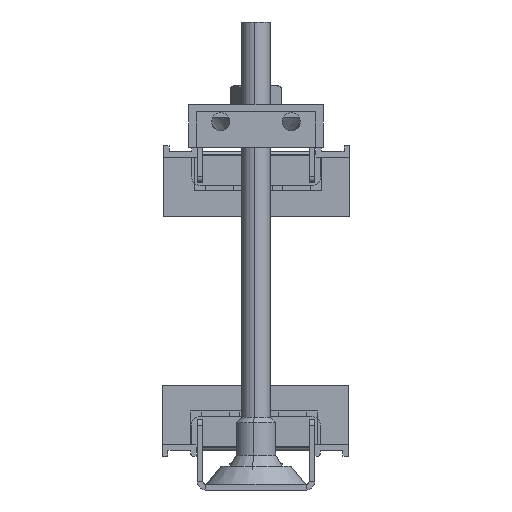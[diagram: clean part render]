
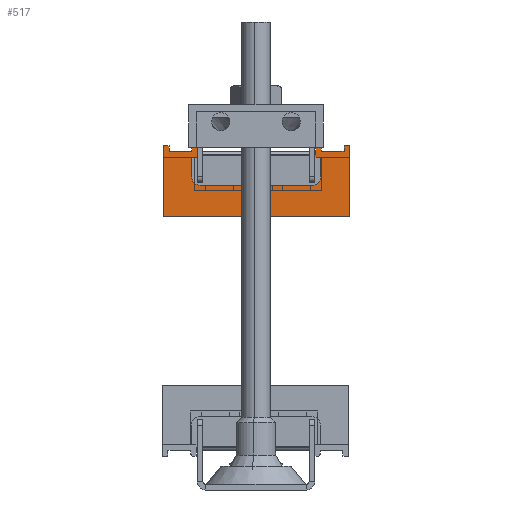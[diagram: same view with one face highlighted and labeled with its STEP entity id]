
A CAD part, front view. The second image highlights one B-rep face of the part: STEP entity #517.
In plain terms, the highlighted planar face has unit normal (0, -1, 0).
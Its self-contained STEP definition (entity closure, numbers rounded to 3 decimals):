
#517=ADVANCED_FACE('',(#2230),#2231,.F.);
#2230=FACE_OUTER_BOUND('',#5216,.T.);
#2231=PLANE('',#5217);
#5216=EDGE_LOOP('',(#9724,#9725,#9726,#9727,#9728,#9729,#9730,#9731,#9732,#9733,#9734,#9735,#9736,#9737,#9738,#9739,#9740,#9741));
#5217=AXIS2_PLACEMENT_3D('',#9742,#9743,#9744);
#9724=ORIENTED_EDGE('',*,*,#20642,.T.);
#9725=ORIENTED_EDGE('',*,*,#20643,.T.);
#9726=ORIENTED_EDGE('',*,*,#20625,.T.);
#9727=ORIENTED_EDGE('',*,*,#20644,.T.);
#9728=ORIENTED_EDGE('',*,*,#20645,.T.);
#9729=ORIENTED_EDGE('',*,*,#20646,.T.);
#9730=ORIENTED_EDGE('',*,*,#20647,.T.);
#9731=ORIENTED_EDGE('',*,*,#20648,.T.);
#9732=ORIENTED_EDGE('',*,*,#20649,.T.);
#9733=ORIENTED_EDGE('',*,*,#20650,.T.);
#9734=ORIENTED_EDGE('',*,*,#20651,.T.);
#9735=ORIENTED_EDGE('',*,*,#20633,.T.);
#9736=ORIENTED_EDGE('',*,*,#20652,.F.);
#9737=ORIENTED_EDGE('',*,*,#20653,.F.);
#9738=ORIENTED_EDGE('',*,*,#20640,.T.);
#9739=ORIENTED_EDGE('',*,*,#20631,.T.);
#9740=ORIENTED_EDGE('',*,*,#20654,.T.);
#9741=ORIENTED_EDGE('',*,*,#20655,.T.);
#9742=CARTESIAN_POINT('',(62.953,-360.798,-67.893));
#9743=DIRECTION('',(0.,1.0,0.));
#9744=DIRECTION('',(1.0,0.,0.));
#20625=EDGE_CURVE('',#25049,#25050,#25051,.T.);
#20631=EDGE_CURVE('',#25062,#25060,#25063,.T.);
#20633=EDGE_CURVE('',#25065,#25066,#25067,.T.);
#20640=EDGE_CURVE('',#25078,#25062,#25079,.T.);
#20642=EDGE_CURVE('',#25081,#25082,#25083,.T.);
#20643=EDGE_CURVE('',#25082,#25049,#25084,.T.);
#20644=EDGE_CURVE('',#25050,#25085,#25086,.T.);
#20645=EDGE_CURVE('',#25085,#25087,#25088,.T.);
#20646=EDGE_CURVE('',#25087,#25089,#25090,.T.);
#20647=EDGE_CURVE('',#25089,#25091,#25092,.T.);
#20648=EDGE_CURVE('',#25091,#25093,#25094,.T.);
#20649=EDGE_CURVE('',#25093,#25095,#25096,.T.);
#20650=EDGE_CURVE('',#25095,#25097,#25098,.T.);
#20651=EDGE_CURVE('',#25097,#25065,#25099,.T.);
#20652=EDGE_CURVE('',#25100,#25066,#25101,.T.);
#20653=EDGE_CURVE('',#25078,#25100,#25102,.T.);
#20654=EDGE_CURVE('',#25060,#25103,#25104,.T.);
#20655=EDGE_CURVE('',#25103,#25081,#25105,.T.);
#25049=VERTEX_POINT('',#32110);
#25050=VERTEX_POINT('',#32111);
#25051=LINE('',#32112,#32113);
#25060=VERTEX_POINT('',#32126);
#25062=VERTEX_POINT('',#32129);
#25063=LINE('',#32130,#32131);
#25065=VERTEX_POINT('',#32134);
#25066=VERTEX_POINT('',#32135);
#25067=LINE('',#32136,#32137);
#25078=VERTEX_POINT('',#32154);
#25079=LINE('',#32155,#32156);
#25081=VERTEX_POINT('',#32159);
#25082=VERTEX_POINT('',#32160);
#25083=LINE('',#32161,#32162);
#25084=CIRCLE('',#32163,1.0);
#25085=VERTEX_POINT('',#32164);
#25086=LINE('',#32165,#32166);
#25087=VERTEX_POINT('',#32167);
#25088=LINE('',#32168,#32169);
#25089=VERTEX_POINT('',#32170);
#25090=LINE('',#32171,#32172);
#25091=VERTEX_POINT('',#32173);
#25092=LINE('',#32174,#32175);
#25093=VERTEX_POINT('',#32176);
#25094=CIRCLE('',#32177,1.0);
#25095=VERTEX_POINT('',#32178);
#25096=LINE('',#32179,#32180);
#25097=VERTEX_POINT('',#32181);
#25098=LINE('',#32182,#32183);
#25099=LINE('',#32184,#32185);
#25100=VERTEX_POINT('',#32186);
#25101=LINE('',#32187,#32188);
#25102=LINE('',#32189,#32190);
#25103=VERTEX_POINT('',#32191);
#25104=LINE('',#32192,#32193);
#25105=LINE('',#32194,#32195);
#32110=CARTESIAN_POINT('',(117.953,-360.798,-42.893));
#32111=CARTESIAN_POINT('',(116.953,-360.798,-42.893));
#32112=CARTESIAN_POINT('',(62.953,-360.798,-42.893));
#32113=VECTOR('',#41529,1000.0);
#32126=CARTESIAN_POINT('',(126.953,-360.798,-42.893));
#32129=CARTESIAN_POINT('',(128.953,-360.798,-42.893));
#32130=CARTESIAN_POINT('',(62.953,-360.798,-42.893));
#32131=VECTOR('',#41535,1000.0);
#32134=CARTESIAN_POINT('',(64.953,-360.798,-42.893));
#32135=CARTESIAN_POINT('',(62.953,-360.798,-42.893));
#32136=CARTESIAN_POINT('',(62.953,-360.798,-42.893));
#32137=VECTOR('',#41537,1000.0);
#32154=CARTESIAN_POINT('',(128.953,-360.798,-67.893));
#32155=CARTESIAN_POINT('',(128.953,-360.798,-67.893));
#32156=VECTOR('',#41544,1000.0);
#32159=CARTESIAN_POINT('',(118.953,-360.798,-44.893));
#32160=CARTESIAN_POINT('',(118.953,-360.798,-43.893));
#32161=CARTESIAN_POINT('',(118.953,-360.798,-42.893));
#32162=VECTOR('',#41546,1000.0);
#32163=AXIS2_PLACEMENT_3D('',#41547,#41548,#41549);
#32164=CARTESIAN_POINT('',(116.953,-360.798,-45.893));
#32165=CARTESIAN_POINT('',(116.953,-360.798,-45.893));
#32166=VECTOR('',#41550,1000.0);
#32167=CARTESIAN_POINT('',(74.953,-360.798,-45.893));
#32168=CARTESIAN_POINT('',(74.953,-360.798,-45.893));
#32169=VECTOR('',#41551,1000.0);
#32170=CARTESIAN_POINT('',(74.953,-360.798,-42.893));
#32171=CARTESIAN_POINT('',(74.953,-360.798,-45.893));
#32172=VECTOR('',#41552,1000.0);
#32173=CARTESIAN_POINT('',(73.953,-360.798,-42.893));
#32174=CARTESIAN_POINT('',(62.953,-360.798,-42.893));
#32175=VECTOR('',#41553,1000.0);
#32176=CARTESIAN_POINT('',(72.953,-360.798,-43.893));
#32177=AXIS2_PLACEMENT_3D('',#41554,#41555,#41556);
#32178=CARTESIAN_POINT('',(72.953,-360.798,-44.893));
#32179=CARTESIAN_POINT('',(72.953,-360.798,-44.893));
#32180=VECTOR('',#41557,1000.0);
#32181=CARTESIAN_POINT('',(64.953,-360.798,-44.893));
#32182=CARTESIAN_POINT('',(64.953,-360.798,-44.893));
#32183=VECTOR('',#41558,1000.0);
#32184=CARTESIAN_POINT('',(64.953,-360.798,-44.893));
#32185=VECTOR('',#41559,1000.0);
#32186=CARTESIAN_POINT('',(62.953,-360.798,-67.893));
#32187=CARTESIAN_POINT('',(62.953,-360.798,-67.893));
#32188=VECTOR('',#41560,1000.0);
#32189=CARTESIAN_POINT('',(62.953,-360.798,-67.893));
#32190=VECTOR('',#41561,1000.0);
#32191=CARTESIAN_POINT('',(126.953,-360.798,-44.893));
#32192=CARTESIAN_POINT('',(126.953,-360.798,-42.893));
#32193=VECTOR('',#41562,1000.0);
#32194=CARTESIAN_POINT('',(118.953,-360.798,-44.893));
#32195=VECTOR('',#41563,1000.0);
#41529=DIRECTION('',(-1.0,0.,0.));
#41535=DIRECTION('',(-1.0,0.,0.));
#41537=DIRECTION('',(-1.0,0.,0.));
#41544=DIRECTION('',(0.,0.,1.0));
#41546=DIRECTION('',(0.,0.,1.0));
#41547=CARTESIAN_POINT('',(117.953,-360.798,-43.893));
#41548=DIRECTION('',(0.,-1.0,0.));
#41549=DIRECTION('',(1.0,0.,0.));
#41550=DIRECTION('',(0.,0.,-1.0));
#41551=DIRECTION('',(-1.0,0.,0.));
#41552=DIRECTION('',(0.,0.,1.0));
#41553=DIRECTION('',(-1.0,0.,0.));
#41554=CARTESIAN_POINT('',(73.953,-360.798,-43.893));
#41555=DIRECTION('',(0.,-1.0,0.));
#41556=DIRECTION('',(1.0,0.,0.));
#41557=DIRECTION('',(0.,0.,-1.0));
#41558=DIRECTION('',(-1.0,0.,0.));
#41559=DIRECTION('',(0.,0.,1.0));
#41560=DIRECTION('',(0.,0.,1.0));
#41561=DIRECTION('',(-1.0,0.,0.));
#41562=DIRECTION('',(0.,0.,-1.0));
#41563=DIRECTION('',(-1.0,0.,0.));
